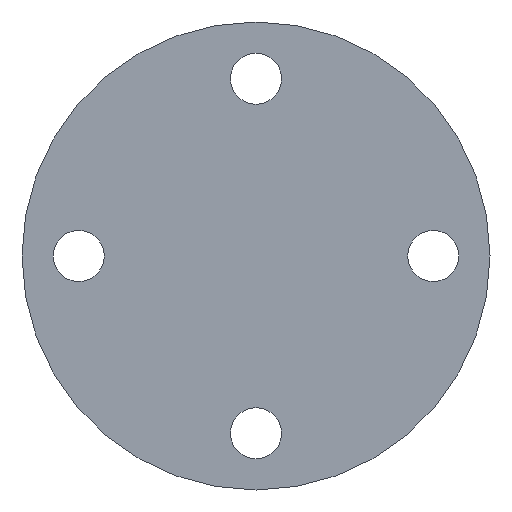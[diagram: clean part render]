
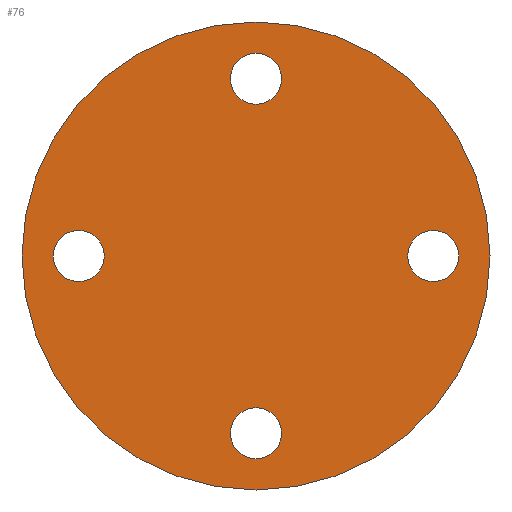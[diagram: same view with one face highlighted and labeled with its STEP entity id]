
A CAD part, front view. The second image highlights one B-rep face of the part: STEP entity #76.
In plain terms, the highlighted planar face has unit normal (0, -1, 0).
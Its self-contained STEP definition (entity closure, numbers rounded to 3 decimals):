
#5 = AXIS2_PLACEMENT_3D ( 'NONE', #461, #184, #137 ) ;
#10 = CARTESIAN_POINT ( 'NONE',  ( 0., 0., -71.5 ) ) ;
#14 = EDGE_LOOP ( 'NONE', ( #339, #457 ) ) ;
#22 = EDGE_CURVE ( 'NONE', #313, #450, #74, .T. ) ;
#39 = AXIS2_PLACEMENT_3D ( 'NONE', #201, #647, #528 ) ;
#43 = DIRECTION ( 'NONE',  ( 0., 1., 0. ) ) ;
#47 = DIRECTION ( 'NONE',  ( 0., 0., -1. ) ) ;
#59 = VERTEX_POINT ( 'NONE', #572 ) ;
#62 = CARTESIAN_POINT ( 'NONE',  ( 0., 0., -53.5 ) ) ;
#66 = DIRECTION ( 'NONE',  ( 0., 0., 1. ) ) ;
#74 = CIRCLE ( 'NONE', #162, 9. ) ;
#76 = ADVANCED_FACE ( 'NONE', ( #79, #462, #407, #625, #297 ), #409, .F. ) ;
#79 = FACE_BOUND ( 'NONE', #504, .T. ) ;
#91 = ORIENTED_EDGE ( 'NONE', *, *, #218, .T. ) ;
#97 = CIRCLE ( 'NONE', #611, 9. ) ;
#104 = VERTEX_POINT ( 'NONE', #640 ) ;
#131 = ORIENTED_EDGE ( 'NONE', *, *, #164, .T. ) ;
#137 = DIRECTION ( 'NONE',  ( 0., 0., -1. ) ) ;
#138 = AXIS2_PLACEMENT_3D ( 'NONE', #608, #547, #672 ) ;
#148 = CARTESIAN_POINT ( 'NONE',  ( 0., 0., -82.5 ) ) ;
#158 = CARTESIAN_POINT ( 'NONE',  ( 62.5, 0., 0. ) ) ;
#162 = AXIS2_PLACEMENT_3D ( 'NONE', #191, #399, #186 ) ;
#164 = EDGE_CURVE ( 'NONE', #450, #313, #466, .T. ) ;
#168 = CARTESIAN_POINT ( 'NONE',  ( 0., 0., 82.5 ) ) ;
#176 = AXIS2_PLACEMENT_3D ( 'NONE', #652, #256, #583 ) ;
#179 = EDGE_LOOP ( 'NONE', ( #91, #433 ) ) ;
#184 = DIRECTION ( 'NONE',  ( 0., 1., 0. ) ) ;
#186 = DIRECTION ( 'NONE',  ( 1., 0., 0. ) ) ;
#191 = CARTESIAN_POINT ( 'NONE',  ( -62.5, 0., 0. ) ) ;
#192 = EDGE_CURVE ( 'NONE', #248, #342, #491, .T. ) ;
#201 = CARTESIAN_POINT ( 'NONE',  ( 0., 0., -62.5 ) ) ;
#218 = EDGE_CURVE ( 'NONE', #59, #699, #419, .T. ) ;
#241 = AXIS2_PLACEMENT_3D ( 'NONE', #597, #367, #636 ) ;
#246 = CARTESIAN_POINT ( 'NONE',  ( 0., 0., 62.5 ) ) ;
#248 = VERTEX_POINT ( 'NONE', #10 ) ;
#252 = AXIS2_PLACEMENT_3D ( 'NONE', #445, #449, #66 ) ;
#254 = CIRCLE ( 'NONE', #658, 9. ) ;
#256 = DIRECTION ( 'NONE',  ( 0., 1., 0. ) ) ;
#259 = ORIENTED_EDGE ( 'NONE', *, *, #645, .T. ) ;
#265 = CARTESIAN_POINT ( 'NONE',  ( 71.5, 0., 0. ) ) ;
#285 = CARTESIAN_POINT ( 'NONE',  ( -53.5, 0., 0. ) ) ;
#289 = EDGE_LOOP ( 'NONE', ( #518, #539 ) ) ;
#297 = FACE_OUTER_BOUND ( 'NONE', #289, .T. ) ;
#298 = CIRCLE ( 'NONE', #138, 82.5 ) ;
#313 = VERTEX_POINT ( 'NONE', #285 ) ;
#339 = ORIENTED_EDGE ( 'NONE', *, *, #581, .T. ) ;
#342 = VERTEX_POINT ( 'NONE', #62 ) ;
#350 = CARTESIAN_POINT ( 'NONE',  ( -71.5, 0., 0. ) ) ;
#352 = EDGE_CURVE ( 'NONE', #363, #624, #298, .T. ) ;
#363 = VERTEX_POINT ( 'NONE', #168 ) ;
#367 = DIRECTION ( 'NONE',  ( 0., 1., 0. ) ) ;
#379 = DIRECTION ( 'NONE',  ( -1., 0., 0. ) ) ;
#397 = EDGE_CURVE ( 'NONE', #624, #363, #588, .T. ) ;
#399 = DIRECTION ( 'NONE',  ( 0., 1., 0. ) ) ;
#407 = FACE_BOUND ( 'NONE', #179, .T. ) ;
#409 = PLANE ( 'NONE',  #592 ) ;
#416 = DIRECTION ( 'NONE',  ( 0., 1., 0. ) ) ;
#419 = CIRCLE ( 'NONE', #634, 9. ) ;
#428 = CARTESIAN_POINT ( 'NONE',  ( 62.5, 0., 0. ) ) ;
#429 = VERTEX_POINT ( 'NONE', #513 ) ;
#433 = ORIENTED_EDGE ( 'NONE', *, *, #669, .T. ) ;
#445 = CARTESIAN_POINT ( 'NONE',  ( 0., 0., 0. ) ) ;
#449 = DIRECTION ( 'NONE',  ( 0., 1., 0. ) ) ;
#450 = VERTEX_POINT ( 'NONE', #350 ) ;
#457 = ORIENTED_EDGE ( 'NONE', *, *, #490, .T. ) ;
#461 = CARTESIAN_POINT ( 'NONE',  ( 0., 0., 62.5 ) ) ;
#462 = FACE_BOUND ( 'NONE', #14, .T. ) ;
#466 = CIRCLE ( 'NONE', #241, 9. ) ;
#469 = CARTESIAN_POINT ( 'NONE',  ( 0., 0., 0. ) ) ;
#490 = EDGE_CURVE ( 'NONE', #104, #429, #681, .T. ) ;
#491 = CIRCLE ( 'NONE', #176, 9. ) ;
#504 = EDGE_LOOP ( 'NONE', ( #548, #131 ) ) ;
#513 = CARTESIAN_POINT ( 'NONE',  ( 0., 0., 53.5 ) ) ;
#518 = ORIENTED_EDGE ( 'NONE', *, *, #397, .F. ) ;
#528 = DIRECTION ( 'NONE',  ( 0., 0., 1. ) ) ;
#539 = ORIENTED_EDGE ( 'NONE', *, *, #352, .F. ) ;
#547 = DIRECTION ( 'NONE',  ( 0., 1., 0. ) ) ;
#548 = ORIENTED_EDGE ( 'NONE', *, *, #22, .T. ) ;
#565 = CIRCLE ( 'NONE', #39, 9. ) ;
#572 = CARTESIAN_POINT ( 'NONE',  ( 53.5, 0., 0. ) ) ;
#581 = EDGE_CURVE ( 'NONE', #429, #104, #97, .T. ) ;
#583 = DIRECTION ( 'NONE',  ( 0., 0., 1. ) ) ;
#588 = CIRCLE ( 'NONE', #252, 82.5 ) ;
#592 = AXIS2_PLACEMENT_3D ( 'NONE', #469, #687, #627 ) ;
#597 = CARTESIAN_POINT ( 'NONE',  ( -62.5, 0., 0. ) ) ;
#608 = CARTESIAN_POINT ( 'NONE',  ( 0., 0., 0. ) ) ;
#611 = AXIS2_PLACEMENT_3D ( 'NONE', #246, #701, #47 ) ;
#624 = VERTEX_POINT ( 'NONE', #148 ) ;
#625 = FACE_BOUND ( 'NONE', #676, .T. ) ;
#627 = DIRECTION ( 'NONE',  ( 0., 0., 1. ) ) ;
#634 = AXIS2_PLACEMENT_3D ( 'NONE', #158, #43, #379 ) ;
#636 = DIRECTION ( 'NONE',  ( 1., 0., 0. ) ) ;
#640 = CARTESIAN_POINT ( 'NONE',  ( 0., 0., 71.5 ) ) ;
#641 = DIRECTION ( 'NONE',  ( -1., 0., 0. ) ) ;
#645 = EDGE_CURVE ( 'NONE', #342, #248, #565, .T. ) ;
#647 = DIRECTION ( 'NONE',  ( 0., 1., 0. ) ) ;
#652 = CARTESIAN_POINT ( 'NONE',  ( 0., 0., -62.5 ) ) ;
#658 = AXIS2_PLACEMENT_3D ( 'NONE', #428, #416, #641 ) ;
#669 = EDGE_CURVE ( 'NONE', #699, #59, #254, .T. ) ;
#672 = DIRECTION ( 'NONE',  ( 0., 0., 1. ) ) ;
#676 = EDGE_LOOP ( 'NONE', ( #259, #702 ) ) ;
#681 = CIRCLE ( 'NONE', #5, 9. ) ;
#687 = DIRECTION ( 'NONE',  ( 0., 1., 0. ) ) ;
#699 = VERTEX_POINT ( 'NONE', #265 ) ;
#701 = DIRECTION ( 'NONE',  ( 0., 1., 0. ) ) ;
#702 = ORIENTED_EDGE ( 'NONE', *, *, #192, .T. ) ;
